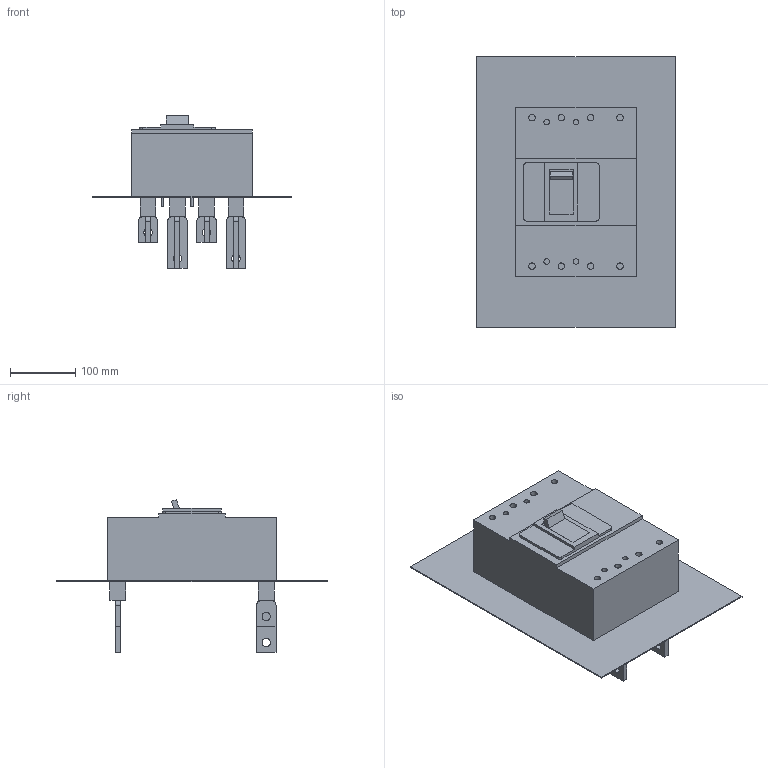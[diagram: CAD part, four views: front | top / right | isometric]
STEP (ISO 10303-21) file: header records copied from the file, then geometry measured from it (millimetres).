
FILE_DESCRIPTION(('CoCreate Modeling STEP Export'),'2;1');
FILE_NAME('ＰＶＳ４００ＮＤＬ４Ｒ.stp','2016-03-31T13:53:54',(''),(''),'CoCreate Modeling STEP processor for AP214 (Solid Model)','CoCreate Modeling 17.0 01-Apr-2010 (C) Parametric Technology GmbH','');
FILE_SCHEMA(('AUTOMOTIVE_DESIGN { 1 0 10303 214 1 1 1 1 }'));
Length unit declared in the file: millimetre
Products named in the file (4): p2; p1; p3; ＰＶＳ４００ＮＤＬ４Ｒ
Assembly tree (6 placements, depth 2):
  ＰＶＳ４００ＮＤＬ４Ｒ
    p2  x4
    p3
    p1
Bounding box: 305 x 416 x 234.5 mm (x, y, z)
Volume: 5220480 mm3; surface area: 534772.8 mm2
Topology: 6 solids, 6 shells, 311 faces, 764 edges, 500 vertices
Faces by surface type: plane 219, cylinder 92
Entity records: 9627 total; most frequent: ORIENTED_EDGE 1456, CARTESIAN_POINT 1379, DIRECTION 1258, EDGE_CURVE 728, VECTOR 548, LINE 548, VERTEX_POINT 476, EDGE_LOOP 370
